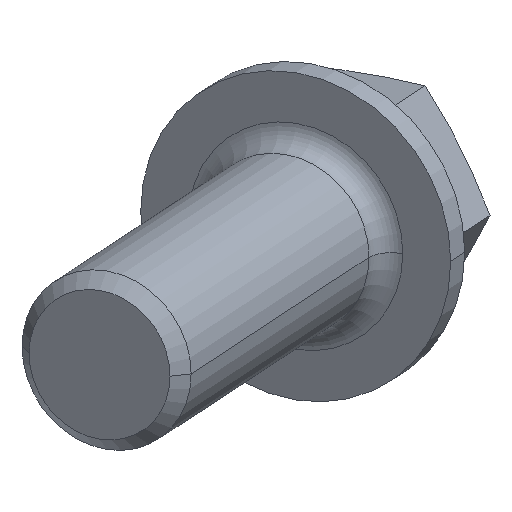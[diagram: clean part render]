
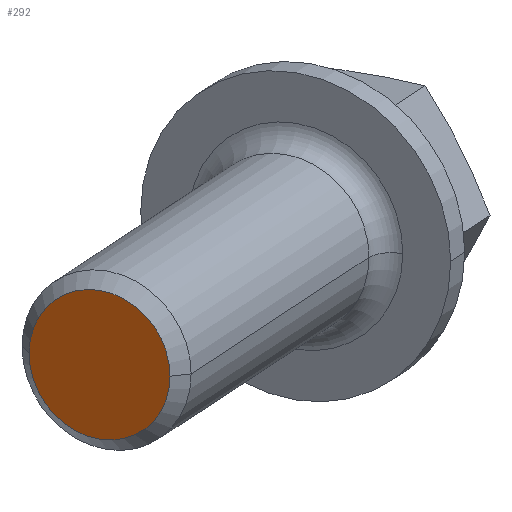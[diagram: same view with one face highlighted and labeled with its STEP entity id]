
A CAD part, front view. The second image highlights one B-rep face of the part: STEP entity #292.
In plain terms, the highlighted planar face has unit normal (-0.445, -0.847, -0.291).
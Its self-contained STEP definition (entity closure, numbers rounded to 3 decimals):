
#24 = VERTEX_POINT('',#25);
#25 = CARTESIAN_POINT('',(-8.217,-10.319,
    -3.553));
#32 = CONICAL_SURFACE('',#33,2.75,0.785);
#33 = AXIS2_PLACEMENT_3D('',#34,#35,#36);
#34 = CARTESIAN_POINT('',(-5.867,-11.16,
    -3.843));
#35 = DIRECTION('',(0.445,0.847,0.292));
#36 = DIRECTION('',(-0.895,0.421,0.145));
#66 = CONICAL_SURFACE('',#67,2.75,0.785);
#67 = AXIS2_PLACEMENT_3D('',#68,#69,#70);
#68 = CARTESIAN_POINT('',(-5.867,-11.16,
    -3.843));
#69 = DIRECTION('',(0.445,0.847,0.292));
#70 = DIRECTION('',(-0.895,0.421,0.145));
#174 = VERTEX_POINT('',#175);
#175 = CARTESIAN_POINT('',(-3.74,-12.424,
    -4.278));
#240 = EDGE_CURVE('',#24,#174,#241,.T.);
#241 = SURFACE_CURVE('',#242,(#247,#276),.PCURVE_S1.);
#242 = CIRCLE('',#243,2.5);
#243 = AXIS2_PLACEMENT_3D('',#244,#245,#246);
#244 = CARTESIAN_POINT('',(-5.978,-11.372,
    -3.916));
#245 = DIRECTION('',(-0.445,-0.847,-0.292));
#246 = DIRECTION('',(-0.895,0.421,0.145));
#247 = PCURVE('',#32,#248);
#248 = DEFINITIONAL_REPRESENTATION('',(#249),#275);
#249 = B_SPLINE_CURVE_WITH_KNOTS('',3,(#250,#251,#252,#253,#254,#255,
    #256,#257,#258,#259,#260,#261,#262,#263,#264,#265,#266,#267,#268,
    #269,#270,#271,#272,#273,#274),.UNSPECIFIED.,.F.,.F.,(4,1,1,1,1,1,1,
    1,1,1,1,1,1,1,1,1,1,1,1,1,1,1,4),(0.,0.143,0.286,
    0.428,0.571,0.714,0.857,
    1.,1.142,1.285,1.428,
    1.571,1.714,1.856,1.999,
    2.142,2.285,2.428,2.57,
    2.713,2.856,2.999,3.142),
  .QUASI_UNIFORM_KNOTS.);
#250 = CARTESIAN_POINT('',(6.283,-0.25));
#251 = CARTESIAN_POINT('',(6.236,-0.25));
#252 = CARTESIAN_POINT('',(6.14,-0.25));
#253 = CARTESIAN_POINT('',(5.998,-0.25));
#254 = CARTESIAN_POINT('',(5.855,-0.25));
#255 = CARTESIAN_POINT('',(5.712,-0.25));
#256 = CARTESIAN_POINT('',(5.569,-0.25));
#257 = CARTESIAN_POINT('',(5.426,-0.25));
#258 = CARTESIAN_POINT('',(5.284,-0.25));
#259 = CARTESIAN_POINT('',(5.141,-0.25));
#260 = CARTESIAN_POINT('',(4.998,-0.25));
#261 = CARTESIAN_POINT('',(4.855,-0.25));
#262 = CARTESIAN_POINT('',(4.712,-0.25));
#263 = CARTESIAN_POINT('',(4.57,-0.25));
#264 = CARTESIAN_POINT('',(4.427,-0.25));
#265 = CARTESIAN_POINT('',(4.284,-0.25));
#266 = CARTESIAN_POINT('',(4.141,-0.25));
#267 = CARTESIAN_POINT('',(3.998,-0.25));
#268 = CARTESIAN_POINT('',(3.856,-0.25));
#269 = CARTESIAN_POINT('',(3.713,-0.25));
#270 = CARTESIAN_POINT('',(3.57,-0.25));
#271 = CARTESIAN_POINT('',(3.427,-0.25));
#272 = CARTESIAN_POINT('',(3.284,-0.25));
#273 = CARTESIAN_POINT('',(3.189,-0.25));
#274 = CARTESIAN_POINT('',(3.142,-0.25));
#275 = ( GEOMETRIC_REPRESENTATION_CONTEXT(2) 
PARAMETRIC_REPRESENTATION_CONTEXT() REPRESENTATION_CONTEXT('2D SPACE',''
  ) );
#276 = PCURVE('',#277,#282);
#277 = PLANE('',#278);
#278 = AXIS2_PLACEMENT_3D('',#279,#280,#281);
#279 = CARTESIAN_POINT('',(-3.829,-12.382,
    -4.263));
#280 = DIRECTION('',(0.445,0.847,0.292));
#281 = DIRECTION('',(-0.895,0.421,0.145));
#282 = DEFINITIONAL_REPRESENTATION('',(#283),#291);
#283 = ( BOUNDED_CURVE() B_SPLINE_CURVE(2,(#284,#285,#286,#287,#288,#289
,#290),.UNSPECIFIED.,.F.,.F.) B_SPLINE_CURVE_WITH_KNOTS((1,2,2,2,2,1),(
    -2.094,0.,2.094,4.189,6.283,
8.378),.UNSPECIFIED.) CURVE() GEOMETRIC_REPRESENTATION_ITEM() 
RATIONAL_B_SPLINE_CURVE((1.,0.5,1.,0.5,1.,0.5,1.)) REPRESENTATION_ITEM(
  '') );
#284 = CARTESIAN_POINT('',(4.9,0.));
#285 = CARTESIAN_POINT('',(4.9,-4.33));
#286 = CARTESIAN_POINT('',(1.15,-2.165));
#287 = CARTESIAN_POINT('',(-2.6,0.));
#288 = CARTESIAN_POINT('',(1.15,2.165));
#289 = CARTESIAN_POINT('',(4.9,4.33));
#290 = CARTESIAN_POINT('',(4.9,0.));
#291 = ( GEOMETRIC_REPRESENTATION_CONTEXT(2) 
PARAMETRIC_REPRESENTATION_CONTEXT() REPRESENTATION_CONTEXT('2D SPACE',''
  ) );
#292 = ADVANCED_FACE('',(#293),#277,.F.);
#293 = FACE_BOUND('',#294,.F.);
#294 = EDGE_LOOP('',(#295,#343));
#295 = ORIENTED_EDGE('',*,*,#296,.F.);
#296 = EDGE_CURVE('',#174,#24,#297,.T.);
#297 = SURFACE_CURVE('',#298,(#303,#314),.PCURVE_S1.);
#298 = CIRCLE('',#299,2.5);
#299 = AXIS2_PLACEMENT_3D('',#300,#301,#302);
#300 = CARTESIAN_POINT('',(-5.978,-11.372,
    -3.916));
#301 = DIRECTION('',(-0.445,-0.847,-0.292));
#302 = DIRECTION('',(0.895,-0.421,-0.145));
#303 = PCURVE('',#277,#304);
#304 = DEFINITIONAL_REPRESENTATION('',(#305),#313);
#305 = ( BOUNDED_CURVE() B_SPLINE_CURVE(2,(#306,#307,#308,#309,#310,#311
,#312),.UNSPECIFIED.,.F.,.F.) B_SPLINE_CURVE_WITH_KNOTS((1,2,2,2,2,1),(
    -2.094,0.,2.094,4.189,6.283,
8.378),.UNSPECIFIED.) CURVE() GEOMETRIC_REPRESENTATION_ITEM() 
RATIONAL_B_SPLINE_CURVE((1.,0.5,1.,0.5,1.,0.5,1.)) REPRESENTATION_ITEM(
  '') );
#306 = CARTESIAN_POINT('',(-0.1,0.));
#307 = CARTESIAN_POINT('',(-0.1,4.33));
#308 = CARTESIAN_POINT('',(3.65,2.165));
#309 = CARTESIAN_POINT('',(7.4,0.));
#310 = CARTESIAN_POINT('',(3.65,-2.165));
#311 = CARTESIAN_POINT('',(-0.1,-4.33));
#312 = CARTESIAN_POINT('',(-0.1,0.));
#313 = ( GEOMETRIC_REPRESENTATION_CONTEXT(2) 
PARAMETRIC_REPRESENTATION_CONTEXT() REPRESENTATION_CONTEXT('2D SPACE',''
  ) );
#314 = PCURVE('',#66,#315);
#315 = DEFINITIONAL_REPRESENTATION('',(#316),#342);
#316 = B_SPLINE_CURVE_WITH_KNOTS('',3,(#317,#318,#319,#320,#321,#322,
    #323,#324,#325,#326,#327,#328,#329,#330,#331,#332,#333,#334,#335,
    #336,#337,#338,#339,#340,#341),.UNSPECIFIED.,.F.,.F.,(4,1,1,1,1,1,1,
    1,1,1,1,1,1,1,1,1,1,1,1,1,1,1,4),(0.,0.143,0.286,
    0.428,0.571,0.714,0.857,
    1.,1.142,1.285,1.428,
    1.571,1.714,1.856,1.999,
    2.142,2.285,2.428,2.57,
    2.713,2.856,2.999,3.142),
  .QUASI_UNIFORM_KNOTS.);
#317 = CARTESIAN_POINT('',(3.142,-0.25));
#318 = CARTESIAN_POINT('',(3.094,-0.25));
#319 = CARTESIAN_POINT('',(2.999,-0.25));
#320 = CARTESIAN_POINT('',(2.856,-0.25));
#321 = CARTESIAN_POINT('',(2.713,-0.25));
#322 = CARTESIAN_POINT('',(2.57,-0.25));
#323 = CARTESIAN_POINT('',(2.428,-0.25));
#324 = CARTESIAN_POINT('',(2.285,-0.25));
#325 = CARTESIAN_POINT('',(2.142,-0.25));
#326 = CARTESIAN_POINT('',(1.999,-0.25));
#327 = CARTESIAN_POINT('',(1.856,-0.25));
#328 = CARTESIAN_POINT('',(1.714,-0.25));
#329 = CARTESIAN_POINT('',(1.571,-0.25));
#330 = CARTESIAN_POINT('',(1.428,-0.25));
#331 = CARTESIAN_POINT('',(1.285,-0.25));
#332 = CARTESIAN_POINT('',(1.142,-0.25));
#333 = CARTESIAN_POINT('',(1.,-0.25));
#334 = CARTESIAN_POINT('',(0.857,-0.25));
#335 = CARTESIAN_POINT('',(0.714,-0.25));
#336 = CARTESIAN_POINT('',(0.571,-0.25));
#337 = CARTESIAN_POINT('',(0.428,-0.25));
#338 = CARTESIAN_POINT('',(0.286,-0.25));
#339 = CARTESIAN_POINT('',(0.143,-0.25));
#340 = CARTESIAN_POINT('',(0.048,-0.25));
#341 = CARTESIAN_POINT('',(0.,-0.25));
#342 = ( GEOMETRIC_REPRESENTATION_CONTEXT(2) 
PARAMETRIC_REPRESENTATION_CONTEXT() REPRESENTATION_CONTEXT('2D SPACE',''
  ) );
#343 = ORIENTED_EDGE('',*,*,#240,.F.);
